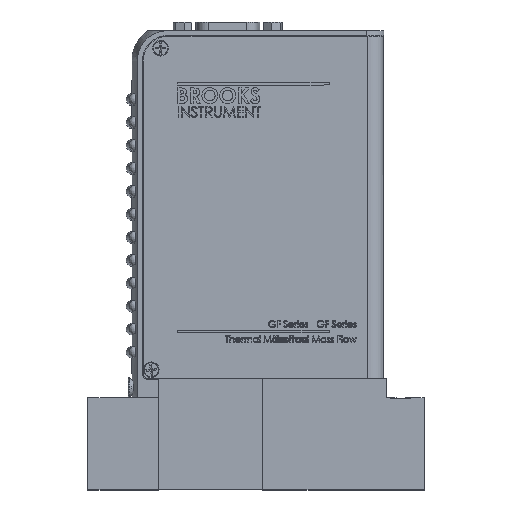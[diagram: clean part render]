
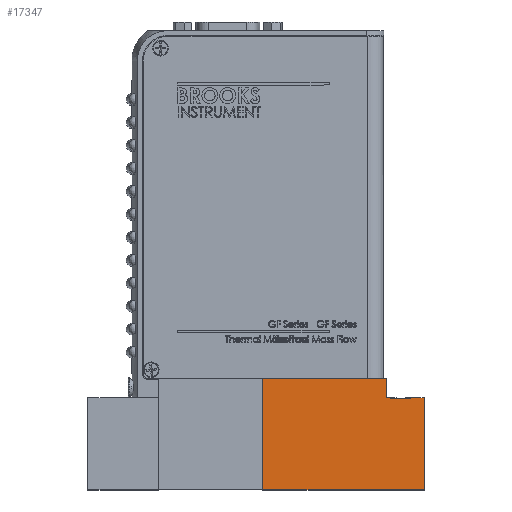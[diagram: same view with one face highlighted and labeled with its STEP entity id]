
A CAD part, top view. The second image highlights one B-rep face of the part: STEP entity #17347.
In plain terms, the highlighted planar face has unit normal (0, 0, 1).
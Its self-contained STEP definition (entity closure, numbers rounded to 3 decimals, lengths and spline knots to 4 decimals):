
#269 = ORIENTED_EDGE ( 'NONE', *, *, #28975, .F. ) ;
#566 = CARTESIAN_POINT ( 'NONE',  ( -0.3191, 0.8711, 0.56 ) ) ;
#1162 = DIRECTION ( 'NONE',  ( 0., 1., 0. ) ) ;
#2256 = ORIENTED_EDGE ( 'NONE', *, *, #36259, .T. ) ;
#2425 = CARTESIAN_POINT ( 'NONE',  ( 1.2906, 0.8711, 0.56 ) ) ;
#3309 = VERTEX_POINT ( 'NONE', #25085 ) ;
#3427 = DIRECTION ( 'NONE',  ( 0., -1., 0. ) ) ;
#5403 = ORIENTED_EDGE ( 'NONE', *, *, #59399, .F. ) ;
#5883 = VECTOR ( 'NONE', #48566, 39.3701 ) ;
#5981 = VECTOR ( 'NONE', #1162, 39.3701 ) ;
#6543 = LINE ( 'NONE', #9436, #42065 ) ;
#7264 = DIRECTION ( 'NONE',  ( 1., 0., 0. ) ) ;
#7325 = VERTEX_POINT ( 'NONE', #23347 ) ;
#9436 = CARTESIAN_POINT ( 'NONE',  ( 1.4349, 0.8811, 0.56 ) ) ;
#9666 = ORIENTED_EDGE ( 'NONE', *, *, #65483, .T. ) ;
#11559 = ORIENTED_EDGE ( 'NONE', *, *, #47706, .T. ) ;
#14392 = VECTOR ( 'NONE', #28111, 39.3701 ) ;
#14666 = ORIENTED_EDGE ( 'NONE', *, *, #38521, .F. ) ;
#14757 = VERTEX_POINT ( 'NONE', #52316 ) ;
#17347 = ADVANCED_FACE ( 'NONE', ( #67996 ), #60983, .F. ) ;
#18617 = LINE ( 'NONE', #34542, #14392 ) ;
#19487 = ORIENTED_EDGE ( 'NONE', *, *, #74189, .F. ) ;
#19873 = DIRECTION ( 'NONE',  ( 0., -1., 0. ) ) ;
#20420 = VERTEX_POINT ( 'NONE', #25519 ) ;
#23347 = CARTESIAN_POINT ( 'NONE',  ( 1.0713, 0.8811, 0.56 ) ) ;
#23708 = LINE ( 'NONE', #74418, #5981 ) ;
#23927 = LINE ( 'NONE', #40601, #57412 ) ;
#24046 = EDGE_LOOP ( 'NONE', ( #19487, #80252, #5403, #9666, #14666, #11559, #57044, #269, #43969, #2256 ) ) ;
#25085 = CARTESIAN_POINT ( 'NONE',  ( 1.4349, 0.8811, 0.56 ) ) ;
#25519 = CARTESIAN_POINT ( 'NONE',  ( 1.2906, 0.8811, 0.56 ) ) ;
#28111 = DIRECTION ( 'NONE',  ( 1., 0., 0. ) ) ;
#28975 = EDGE_CURVE ( 'NONE', #3309, #65420, #83744, .T. ) ;
#30170 = VERTEX_POINT ( 'NONE', #37803 ) ;
#31042 = CARTESIAN_POINT ( 'NONE',  ( 1.0259, 1.0881, 0.56 ) ) ;
#33547 = CARTESIAN_POINT ( 'NONE',  ( -0.3191, 1.0881, 0.56 ) ) ;
#33613 = EDGE_CURVE ( 'NONE', #85040, #7325, #67069, .T. ) ;
#34542 = CARTESIAN_POINT ( 'NONE',  ( -0.3191, 1.0881, 0.56 ) ) ;
#35127 = CARTESIAN_POINT ( 'NONE',  ( -0.3191, -0.1189, 0.56 ) ) ;
#36259 = EDGE_CURVE ( 'NONE', #20420, #59306, #23927, .T. ) ;
#37803 = CARTESIAN_POINT ( 'NONE',  ( -0.3191, -0.1189, 0.56 ) ) ;
#38521 = EDGE_CURVE ( 'NONE', #14757, #85378, #18617, .T. ) ;
#40025 = EDGE_CURVE ( 'NONE', #30170, #65420, #63326, .T. ) ;
#40601 = CARTESIAN_POINT ( 'NONE',  ( 1.2906, 0.8711, 0.56 ) ) ;
#40784 = CARTESIAN_POINT ( 'NONE',  ( 1.0713, 0.8711, 0.56 ) ) ;
#41128 = DIRECTION ( 'NONE',  ( -1., 0., 0. ) ) ;
#42065 = VECTOR ( 'NONE', #56192, 39.3701 ) ;
#43413 = CARTESIAN_POINT ( 'NONE',  ( 1.4349, 1.0881, 0.56 ) ) ;
#43477 = LINE ( 'NONE', #566, #57100 ) ;
#43969 = ORIENTED_EDGE ( 'NONE', *, *, #52061, .F. ) ;
#44435 = CARTESIAN_POINT ( 'NONE',  ( 1.4349, 0.8811, 0.56 ) ) ;
#46537 = LINE ( 'NONE', #53471, #48658 ) ;
#47301 = DIRECTION ( 'NONE',  ( 0., -1., 0. ) ) ;
#47706 = EDGE_CURVE ( 'NONE', #14757, #30170, #46537, .T. ) ;
#48566 = DIRECTION ( 'NONE',  ( 1., 0., 0. ) ) ;
#48658 = VECTOR ( 'NONE', #19873, 39.3701 ) ;
#49331 = VECTOR ( 'NONE', #73229, 39.3701 ) ;
#50299 = VECTOR ( 'NONE', #3427, 39.3701 ) ;
#50555 = AXIS2_PLACEMENT_3D ( 'NONE', #33547, #81176, #41128 ) ;
#51203 = DIRECTION ( 'NONE',  ( 1., 0., 0. ) ) ;
#52061 = EDGE_CURVE ( 'NONE', #20420, #3309, #6543, .T. ) ;
#52316 = CARTESIAN_POINT ( 'NONE',  ( -0.3191, 1.0881, 0.56 ) ) ;
#52751 = CARTESIAN_POINT ( 'NONE',  ( 1.0259, 0.8811, 0.56 ) ) ;
#53185 = CARTESIAN_POINT ( 'NONE',  ( 1.4349, -0.1189, 0.56 ) ) ;
#53471 = CARTESIAN_POINT ( 'NONE',  ( -0.3191, 1.0881, 0.56 ) ) ;
#56192 = DIRECTION ( 'NONE',  ( 1., 0., 0. ) ) ;
#57044 = ORIENTED_EDGE ( 'NONE', *, *, #40025, .T. ) ;
#57100 = VECTOR ( 'NONE', #7264, 39.3701 ) ;
#57412 = VECTOR ( 'NONE', #47301, 39.3701 ) ;
#59306 = VERTEX_POINT ( 'NONE', #2425 ) ;
#59399 = EDGE_CURVE ( 'NONE', #67729, #7325, #64609, .T. ) ;
#60983 = PLANE ( 'NONE',  #50555 ) ;
#63326 = LINE ( 'NONE', #35127, #5883 ) ;
#64609 = LINE ( 'NONE', #44435, #80339 ) ;
#65420 = VERTEX_POINT ( 'NONE', #53185 ) ;
#65483 = EDGE_CURVE ( 'NONE', #67729, #85378, #23708, .T. ) ;
#67069 = LINE ( 'NONE', #79708, #49331 ) ;
#67729 = VERTEX_POINT ( 'NONE', #52751 ) ;
#67996 = FACE_OUTER_BOUND ( 'NONE', #24046, .T. ) ;
#73229 = DIRECTION ( 'NONE',  ( 0., 1., 0. ) ) ;
#74189 = EDGE_CURVE ( 'NONE', #85040, #59306, #43477, .T. ) ;
#74418 = CARTESIAN_POINT ( 'NONE',  ( 1.0259, 0.8811, 0.56 ) ) ;
#79708 = CARTESIAN_POINT ( 'NONE',  ( 1.0713, 0.8711, 0.56 ) ) ;
#80252 = ORIENTED_EDGE ( 'NONE', *, *, #33613, .T. ) ;
#80339 = VECTOR ( 'NONE', #51203, 39.3701 ) ;
#81176 = DIRECTION ( 'NONE',  ( 0., 0., -1. ) ) ;
#83744 = LINE ( 'NONE', #43413, #50299 ) ;
#85040 = VERTEX_POINT ( 'NONE', #40784 ) ;
#85378 = VERTEX_POINT ( 'NONE', #31042 ) ;
